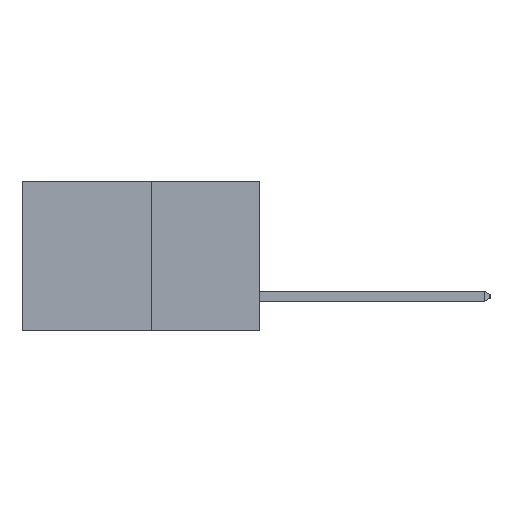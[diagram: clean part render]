
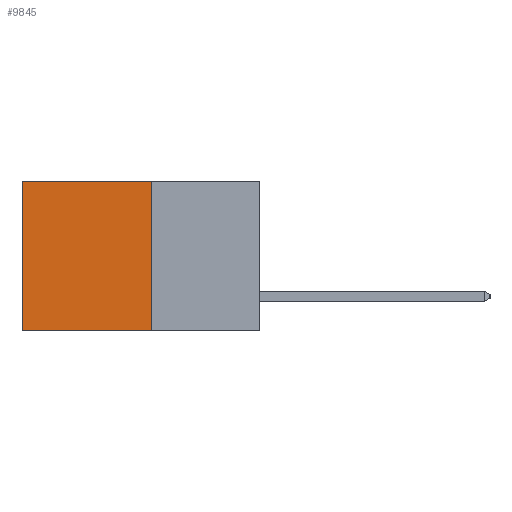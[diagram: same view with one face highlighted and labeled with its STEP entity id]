
A CAD part, left-side view. The second image highlights one B-rep face of the part: STEP entity #9845.
In plain terms, the highlighted planar face has unit normal (-1, 0, 0).
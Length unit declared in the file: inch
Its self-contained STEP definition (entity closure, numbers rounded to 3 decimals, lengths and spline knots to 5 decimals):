
#104 = LINE ( 'NONE', #7630, #8425 ) ;
#127 = LINE ( 'NONE', #8654, #2090 ) ;
#861 = VECTOR ( 'NONE', #9587, 39.37008 ) ;
#962 = PLANE ( 'NONE',  #8699 ) ;
#1262 = ORIENTED_EDGE ( 'NONE', *, *, #8576, .F. ) ;
#1442 = CARTESIAN_POINT ( 'NONE',  ( 0.277, 0.59, -0.37 ) ) ;
#1685 = FACE_OUTER_BOUND ( 'NONE', #4562, .T. ) ;
#2090 = VECTOR ( 'NONE', #5559, 39.37008 ) ;
#2459 = LINE ( 'NONE', #2836, #6748 ) ;
#2614 = DIRECTION ( 'NONE',  ( 1., 0., 0. ) ) ;
#2836 = CARTESIAN_POINT ( 'NONE',  ( 0.277, 0.27, -0.37 ) ) ;
#3042 = LINE ( 'NONE', #9280, #861 ) ;
#3311 = CARTESIAN_POINT ( 'NONE',  ( 0.277, 0.27, 0. ) ) ;
#3396 = ORIENTED_EDGE ( 'NONE', *, *, #8804, .T. ) ;
#3462 = VERTEX_POINT ( 'NONE', #1442 ) ;
#3768 = CARTESIAN_POINT ( 'NONE',  ( 0.277, 0.59, 0. ) ) ;
#3981 = VERTEX_POINT ( 'NONE', #3311 ) ;
#4258 = CARTESIAN_POINT ( 'NONE',  ( 0.277, 0.27, -0.37 ) ) ;
#4504 = DIRECTION ( 'NONE',  ( 0., 0., -1. ) ) ;
#4562 = EDGE_LOOP ( 'NONE', ( #5335, #7452, #1262, #3396 ) ) ;
#5335 = ORIENTED_EDGE ( 'NONE', *, *, #10166, .T. ) ;
#5559 = DIRECTION ( 'NONE',  ( 0., 1., 0. ) ) ;
#6110 = EDGE_CURVE ( 'NONE', #7394, #3462, #3042, .T. ) ;
#6748 = VECTOR ( 'NONE', #9140, 39.37008 ) ;
#7394 = VERTEX_POINT ( 'NONE', #4258 ) ;
#7452 = ORIENTED_EDGE ( 'NONE', *, *, #6110, .F. ) ;
#7453 = CARTESIAN_POINT ( 'NONE',  ( 0.277, 0.27, -0.37 ) ) ;
#7630 = CARTESIAN_POINT ( 'NONE',  ( 0.277, 0.59, -0.37 ) ) ;
#8213 = DIRECTION ( 'NONE',  ( 0., 0., -1. ) ) ;
#8425 = VECTOR ( 'NONE', #4504, 39.37008 ) ;
#8576 = EDGE_CURVE ( 'NONE', #3981, #7394, #2459, .T. ) ;
#8654 = CARTESIAN_POINT ( 'NONE',  ( 0.277, 0.27, 0. ) ) ;
#8696 = VERTEX_POINT ( 'NONE', #3768 ) ;
#8699 = AXIS2_PLACEMENT_3D ( 'NONE', #7453, #2614, #8213 ) ;
#8804 = EDGE_CURVE ( 'NONE', #3981, #8696, #127, .T. ) ;
#9140 = DIRECTION ( 'NONE',  ( 0., 0., -1. ) ) ;
#9280 = CARTESIAN_POINT ( 'NONE',  ( 0.277, 0.27, -0.37 ) ) ;
#9587 = DIRECTION ( 'NONE',  ( 0., 1., 0. ) ) ;
#9845 = ADVANCED_FACE ( 'NONE', ( #1685 ), #962, .F. ) ;
#10166 = EDGE_CURVE ( 'NONE', #8696, #3462, #104, .T. ) ;
